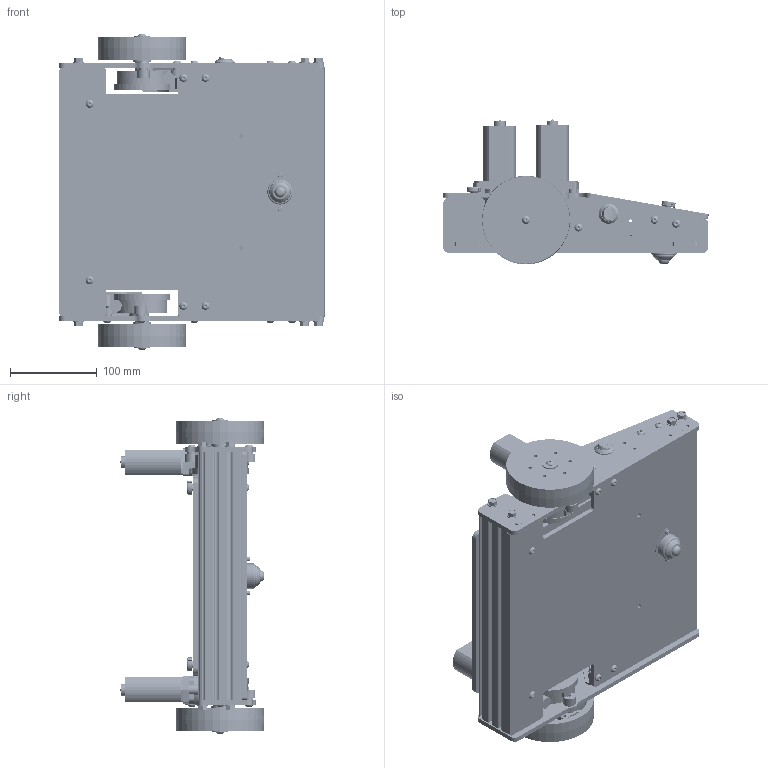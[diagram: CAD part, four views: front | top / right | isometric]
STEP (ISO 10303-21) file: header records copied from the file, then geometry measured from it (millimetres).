
FILE_DESCRIPTION (( 'STEP AP214' ), '1' );
FILE_NAME ('am-4572_RLK NaviGator with RadioLink.STEP', '2021-09-13T15:03:11', ( '' ), ( '' ), 'SwSTEP 2.0', 'SolidWorks 2021', '' );
FILE_SCHEMA (( 'AUTOMOTIVE_DESIGN' ));
Length unit declared in the file: millimetre
Products named in the file (42): NaviGator_ElectronicsTray_RLK; am-3068 Power Converter 12-24VDC to 5VDC; xt30upb-m; ip-4572_Rrail NaviGator Right Drive Rail; 91780A261_ALUM FEM THRDED HEX STANDOFF_91780A261; SHCS M3 x 14mm; am-4539_FuseBlockXT30_Straight; 98704A525_PLASTIC KNURLED HEAD THUMB SCREW_98704A525; AM-2235a Hex Snow Blower Motor; M3 x 0.5 Nylock Nut 90576A102_90576A102; am-4353 Ball Transfer; 10-32 nylock thin nut - Mcm 90633A009_90633A009; R8EF Reciever; RevSparkMiniESC_REV-31-1230_1; REV-31-1230-2; cross recessed thread forming screws gb_GB_CROSS_SCREWS_TYPE138 M2X6X_5.2-N; am-3948-125 500H x 125IN Spacer; am-1454 10-32 Low Profile STEEL RIVET NUT 0125675_93483A661; 4in Wheel Intergreated Hub 500 HEX w- tread; Board_AndyMarkam-4539_FuseBlockXT30_Straight; REV-31-1230-1; RR3130AxxxxxxFS BODY; Electronics Tray V2; ip-4572_top NaviGator Top Cover; BHCS 10-32 x 0.5_SBHCSCREW 0.19-32x0.5-HX-C; PWM Wires; RevSparkMiniESC_REV-31-1230; XT30_F; ip-4572_belly NaviGator Bellypan; Power and Motor Wires; 11.250in Peanut; 10 Washer am-1026; am-0572 3 hole bracket; FTC Battery am-2780; 11.25in Walnut Extrusion Rev 2; am-4572_RLK NaviGator with RadioLink; 10 Fender Washer FN1133201; rev311230b; ip-4572_Lrail NaviGator Left Drive Rail; Keystone_Fuse_Holder_with_30A_breaker ...
Assembly tree (112 placements, depth 5):
  am-4572_RLK NaviGator with RadioLink
    FHTS 0.25-20-0.75_FHTS 0.25-20-G-0.75-C  x8
    BHCS 10-32 x 0.5_SBHCSCREW 0.19-32x0.5-HX-C  x20
    10-32 nylock thin nut - Mcm 90633A009_90633A009  x8
    am-1454 10-32 Low Profile STEEL RIVET NUT 0125675_93483A661  x4
    98704A525_PLASTIC KNURLED HEAD THUMB SCREW_98704A525  x4
    91780A261_ALUM FEM THRDED HEX STANDOFF_91780A261  x2
    10 Fender Washer FN1133201  x2
    10 Washer am-1026  x6
    SHCS M3 x 14mm  x2
    M3 x 0.5 Nylock Nut 90576A102_90576A102  x2
    11.25in Walnut Extrusion Rev 2
    ip-4572_Rrail NaviGator Right Drive Rail
    AM-2235a Hex Snow Blower Motor  x2
    ip-4572_belly NaviGator Bellypan
    4in Wheel Intergreated Hub 500 HEX w- tread  x2
    am-0572 3 hole bracket  x4
    11.250in Peanut
    ip-4572_top NaviGator Top Cover
    am-3948-125 500H x 125IN Spacer  x2
    FTC Battery am-2780
    ip-4572_Lrail NaviGator Left Drive Rail
    am-4353 Ball Transfer
    NaviGator_ElectronicsTray_RLK
      Electronics Tray V2
      RevSparkMiniESC_REV-31-1230
        rev311230b
          PWM Wires
          Power and Motor Wires  x2
        REV-31-1230-1
        REV-31-1230-2
        cross recessed thread forming screws gb_GB_CROSS_SCREWS_TYPE138 M2X6X_5.2-N  x2
      RevSparkMiniESC_REV-31-1230_1
        rev311230b
          PWM Wires
          Power and Motor Wires  x2
        REV-31-1230-1
        REV-31-1230-2
        cross recessed thread forming screws gb_GB_CROSS_SCREWS_TYPE138 M2X6X_5.2-N  x2
      am-4539_FuseBlockXT30_Straight
        Board_AndyMarkam-4539_FuseBlockXT30_Straight
        Keystone_Fuse_Holder_with_30A_breaker  x6
        xt30upb-m
        XT30_F  x6
      am-3068 Power Converter 12-24VDC to 5VDC
      R8EF Reciever
    RR3130AxxxxxxFS BODY
    RR3130AxxxxxxFS NUT
Bounding box: 305.48 x 166.48 x 364.16 mm (x, y, z)
Volume: 2021305.8 mm3; surface area: 1022878 mm2
Topology: 140 solids, 150 shells, 9351 faces, 23670 edges, 14712 vertices
Faces by surface type: plane 5255, cylinder 2424, cone 717, bspline 515, torus 416, sphere 24
Full cylindrical faces by diameter (mm): 0.8 x258, 1.5 x2, 1.6 x6, 1.9 x2, 2 x42, 2.4 x4, 2.5 x4, 2.538 x2, 2.54 x2, 2.594 x12, 2.8 x8, 3 x12, 3.048 x2, 3.2 x1, 3.352 x2, 3.4 x2, 3.429 x4, 3.81 x14, 4 x4, 4.039 x20, 4.091 x8, 4.178 x24, 4.318 x6, 4.5 x2, 4.826 x52, 4.9 x1, 5.08 x6, 5.105 x30, 5.156 x6, 5.359 x4
Entity records: 219071 total; most frequent: CARTESIAN_POINT 67979, ORIENTED_EDGE 24586, DIRECTION 23962, EDGE_CURVE 12397, VERTEX_POINT 8185, AXIS2_PLACEMENT_3D 8082, VECTOR 7798, LINE 7798
